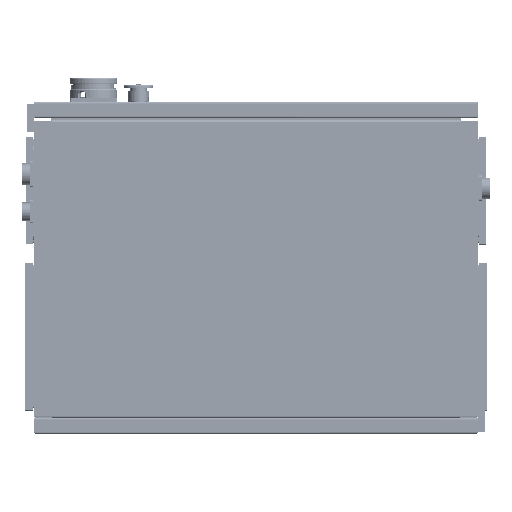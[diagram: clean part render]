
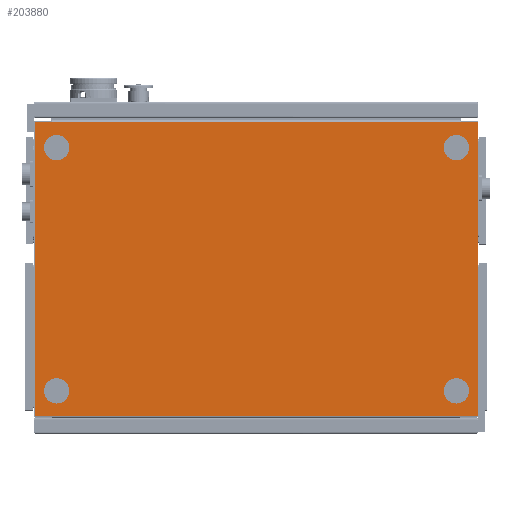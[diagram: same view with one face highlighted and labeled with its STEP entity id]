
A CAD part, front view. The second image highlights one B-rep face of the part: STEP entity #203880.
In plain terms, the highlighted planar face has unit normal (0, -1, 0).
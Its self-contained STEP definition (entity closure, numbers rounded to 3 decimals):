
#3989 = EDGE_LOOP ( 'NONE', ( #134057, #335280, #150729, #60029 ) ) ;
#5252 = LINE ( 'NONE', #306510, #175053 ) ;
#9453 = EDGE_CURVE ( 'NONE', #334524, #102908, #167552, .T. ) ;
#11188 = EDGE_LOOP ( 'NONE', ( #340269, #165929 ) ) ;
#12442 = CIRCLE ( 'NONE', #110688, 3.25 ) ;
#12603 = CARTESIAN_POINT ( 'NONE',  ( -954.741, -292.399, -56.8 ) ) ;
#12983 = VERTEX_POINT ( 'NONE', #56268 ) ;
#16598 = CARTESIAN_POINT ( 'NONE',  ( -722.991, -292.399, -3. ) ) ;
#20660 = DIRECTION ( 'NONE',  ( 0., 1., 0. ) ) ;
#28360 = FACE_BOUND ( 'NONE', #162077, .T. ) ;
#28628 = CARTESIAN_POINT ( 'NONE',  ( -722.991, -292.399, -428.7 ) ) ;
#29347 = CIRCLE ( 'NONE', #71218, 3.25 ) ;
#32817 = VERTEX_POINT ( 'NONE', #306611 ) ;
#37379 = CARTESIAN_POINT ( 'NONE',  ( -1534.991, -292.399, -3. ) ) ;
#44334 = EDGE_CURVE ( 'NONE', #74161, #190814, #205525, .T. ) ;
#46822 = VERTEX_POINT ( 'NONE', #287042 ) ;
#53961 = VERTEX_POINT ( 'NONE', #97037 ) ;
#56268 = CARTESIAN_POINT ( 'NONE',  ( -954.741, -292.399, -393.7 ) ) ;
#58433 = ORIENTED_EDGE ( 'NONE', *, *, #291293, .T. ) ;
#60029 = ORIENTED_EDGE ( 'NONE', *, *, #82726, .F. ) ;
#60473 = DIRECTION ( 'NONE',  ( -1., 0., 0. ) ) ;
#65757 = ORIENTED_EDGE ( 'NONE', *, *, #44334, .T. ) ;
#69093 = DIRECTION ( 'NONE',  ( 0., 0., -1. ) ) ;
#71218 = AXIS2_PLACEMENT_3D ( 'NONE', #132073, #130869, #298132 ) ;
#74161 = VERTEX_POINT ( 'NONE', #238814 ) ;
#79305 = EDGE_CURVE ( 'NONE', #207303, #53961, #220544, .T. ) ;
#81166 = CARTESIAN_POINT ( 'NONE',  ( -1501.741, -292.399, -393.7 ) ) ;
#82726 = EDGE_CURVE ( 'NONE', #32817, #155714, #189079, .T. ) ;
#87615 = CIRCLE ( 'NONE', #231314, 3.25 ) ;
#89740 = CARTESIAN_POINT ( 'NONE',  ( -1508.241, -292.399, -393.7 ) ) ;
#91255 = EDGE_LOOP ( 'NONE', ( #181249, #312818 ) ) ;
#97037 = CARTESIAN_POINT ( 'NONE',  ( -921.491, -292.399, -21.8 ) ) ;
#97077 = EDGE_CURVE ( 'NONE', #329086, #221154, #87615, .T. ) ;
#101091 = DIRECTION ( 'NONE',  ( 0., 0., -1. ) ) ;
#102908 = VERTEX_POINT ( 'NONE', #177077 ) ;
#110688 = AXIS2_PLACEMENT_3D ( 'NONE', #324349, #273229, #188017 ) ;
#110964 = CARTESIAN_POINT ( 'NONE',  ( -1718.491, -292.399, -21.8 ) ) ;
#125595 = DIRECTION ( 'NONE',  ( 0., 1., 0. ) ) ;
#126175 = EDGE_CURVE ( 'NONE', #221154, #329086, #144814, .T. ) ;
#129537 = DIRECTION ( 'NONE',  ( 0., 1., 0. ) ) ;
#130869 = DIRECTION ( 'NONE',  ( 0., 1., 0. ) ) ;
#132073 = CARTESIAN_POINT ( 'NONE',  ( -1504.991, -292.399, -56.8 ) ) ;
#134057 = ORIENTED_EDGE ( 'NONE', *, *, #158433, .T. ) ;
#144814 = CIRCLE ( 'NONE', #212346, 3.25 ) ;
#147513 = DIRECTION ( 'NONE',  ( 0., 0., 1. ) ) ;
#147708 = DIRECTION ( 'NONE',  ( 0., 0., 1. ) ) ;
#150729 = ORIENTED_EDGE ( 'NONE', *, *, #218960, .F. ) ;
#152365 = AXIS2_PLACEMENT_3D ( 'NONE', #16598, #125595, #263126 ) ;
#155251 = AXIS2_PLACEMENT_3D ( 'NONE', #319473, #20660, #158130 ) ;
#155714 = VERTEX_POINT ( 'NONE', #328254 ) ;
#158130 = DIRECTION ( 'NONE',  ( 0., 0., -1. ) ) ;
#158433 = EDGE_CURVE ( 'NONE', #32817, #53961, #5252, .T. ) ;
#162077 = EDGE_LOOP ( 'NONE', ( #266969, #58433 ) ) ;
#162924 = EDGE_CURVE ( 'NONE', #12983, #46822, #261176, .T. ) ;
#165929 = ORIENTED_EDGE ( 'NONE', *, *, #126175, .T. ) ;
#167552 = CIRCLE ( 'NONE', #298656, 3.25 ) ;
#175053 = VECTOR ( 'NONE', #147513, 1000. ) ;
#177077 = CARTESIAN_POINT ( 'NONE',  ( -1504.991, -292.399, -53.55 ) ) ;
#180523 = CARTESIAN_POINT ( 'NONE',  ( -1534.991, -292.399, -21.8 ) ) ;
#181249 = ORIENTED_EDGE ( 'NONE', *, *, #216915, .T. ) ;
#185808 = DIRECTION ( 'NONE',  ( 0., 1., 0. ) ) ;
#187596 = DIRECTION ( 'NONE',  ( 0., 0., -1. ) ) ;
#188017 = DIRECTION ( 'NONE',  ( 0., 0., -1. ) ) ;
#189079 = LINE ( 'NONE', #28628, #222981 ) ;
#189711 = FACE_BOUND ( 'NONE', #91255, .T. ) ;
#190010 = CARTESIAN_POINT ( 'NONE',  ( -1504.991, -292.399, -60.05 ) ) ;
#190675 = EDGE_LOOP ( 'NONE', ( #318222, #65757 ) ) ;
#190814 = VERTEX_POINT ( 'NONE', #12603 ) ;
#203880 = ADVANCED_FACE ( 'NONE', ( #274371, #28360, #210753, #189711, #351001 ), #343865, .F. ) ;
#205525 = CIRCLE ( 'NONE', #330882, 3.25 ) ;
#207303 = VERTEX_POINT ( 'NONE', #180523 ) ;
#210753 = FACE_BOUND ( 'NONE', #190675, .T. ) ;
#212346 = AXIS2_PLACEMENT_3D ( 'NONE', #350069, #342901, #187596 ) ;
#216915 = EDGE_CURVE ( 'NONE', #102908, #334524, #29347, .T. ) ;
#218960 = EDGE_CURVE ( 'NONE', #155714, #207303, #316616, .T. ) ;
#220544 = LINE ( 'NONE', #110964, #275691 ) ;
#221154 = VERTEX_POINT ( 'NONE', #81166 ) ;
#222981 = VECTOR ( 'NONE', #60473, 1000. ) ;
#223767 = CARTESIAN_POINT ( 'NONE',  ( -1504.991, -292.399, -56.8 ) ) ;
#231314 = AXIS2_PLACEMENT_3D ( 'NONE', #283938, #311207, #69093 ) ;
#238814 = CARTESIAN_POINT ( 'NONE',  ( -948.241, -292.399, -56.8 ) ) ;
#242129 = CIRCLE ( 'NONE', #256899, 3.25 ) ;
#252156 = DIRECTION ( 'NONE',  ( 0., 0., -1. ) ) ;
#256899 = AXIS2_PLACEMENT_3D ( 'NONE', #320970, #185808, #263989 ) ;
#261176 = CIRCLE ( 'NONE', #155251, 3.25 ) ;
#263126 = DIRECTION ( 'NONE',  ( 1., 0., 0. ) ) ;
#263989 = DIRECTION ( 'NONE',  ( 0., 0., -1. ) ) ;
#266969 = ORIENTED_EDGE ( 'NONE', *, *, #162924, .T. ) ;
#273229 = DIRECTION ( 'NONE',  ( 0., 1., 0. ) ) ;
#273474 = DIRECTION ( 'NONE',  ( 1., 0., 0. ) ) ;
#274371 = FACE_BOUND ( 'NONE', #11188, .T. ) ;
#275691 = VECTOR ( 'NONE', #273474, 1000. ) ;
#278654 = EDGE_CURVE ( 'NONE', #190814, #74161, #242129, .T. ) ;
#283938 = CARTESIAN_POINT ( 'NONE',  ( -1504.991, -292.399, -393.7 ) ) ;
#287042 = CARTESIAN_POINT ( 'NONE',  ( -948.241, -292.399, -393.7 ) ) ;
#291293 = EDGE_CURVE ( 'NONE', #46822, #12983, #12442, .T. ) ;
#298132 = DIRECTION ( 'NONE',  ( 0., 0., -1. ) ) ;
#298656 = AXIS2_PLACEMENT_3D ( 'NONE', #223767, #336413, #252156 ) ;
#306510 = CARTESIAN_POINT ( 'NONE',  ( -921.491, -292.399, -3. ) ) ;
#306611 = CARTESIAN_POINT ( 'NONE',  ( -921.491, -292.399, -428.7 ) ) ;
#311207 = DIRECTION ( 'NONE',  ( 0., 1., 0. ) ) ;
#312518 = VECTOR ( 'NONE', #147708, 1000. ) ;
#312818 = ORIENTED_EDGE ( 'NONE', *, *, #9453, .T. ) ;
#316616 = LINE ( 'NONE', #37379, #312518 ) ;
#318222 = ORIENTED_EDGE ( 'NONE', *, *, #278654, .T. ) ;
#319473 = CARTESIAN_POINT ( 'NONE',  ( -951.491, -292.399, -393.7 ) ) ;
#320531 = CARTESIAN_POINT ( 'NONE',  ( -951.491, -292.399, -56.8 ) ) ;
#320970 = CARTESIAN_POINT ( 'NONE',  ( -951.491, -292.399, -56.8 ) ) ;
#324349 = CARTESIAN_POINT ( 'NONE',  ( -951.491, -292.399, -393.7 ) ) ;
#328254 = CARTESIAN_POINT ( 'NONE',  ( -1534.991, -292.399, -428.7 ) ) ;
#329086 = VERTEX_POINT ( 'NONE', #89740 ) ;
#330882 = AXIS2_PLACEMENT_3D ( 'NONE', #320531, #129537, #101091 ) ;
#334524 = VERTEX_POINT ( 'NONE', #190010 ) ;
#335280 = ORIENTED_EDGE ( 'NONE', *, *, #79305, .F. ) ;
#336413 = DIRECTION ( 'NONE',  ( 0., 1., 0. ) ) ;
#340269 = ORIENTED_EDGE ( 'NONE', *, *, #97077, .T. ) ;
#342901 = DIRECTION ( 'NONE',  ( 0., 1., 0. ) ) ;
#343865 = PLANE ( 'NONE',  #152365 ) ;
#350069 = CARTESIAN_POINT ( 'NONE',  ( -1504.991, -292.399, -393.7 ) ) ;
#351001 = FACE_OUTER_BOUND ( 'NONE', #3989, .T. ) ;
